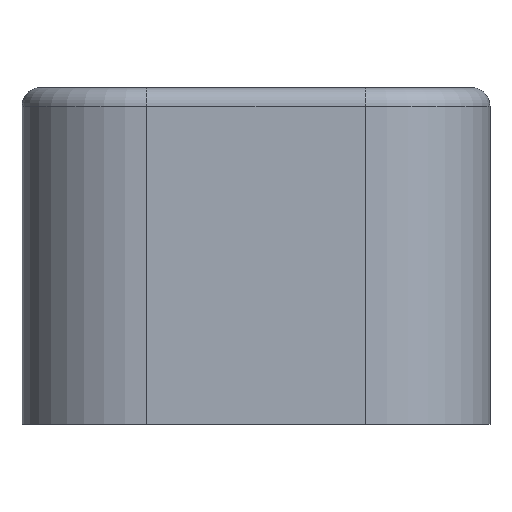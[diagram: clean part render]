
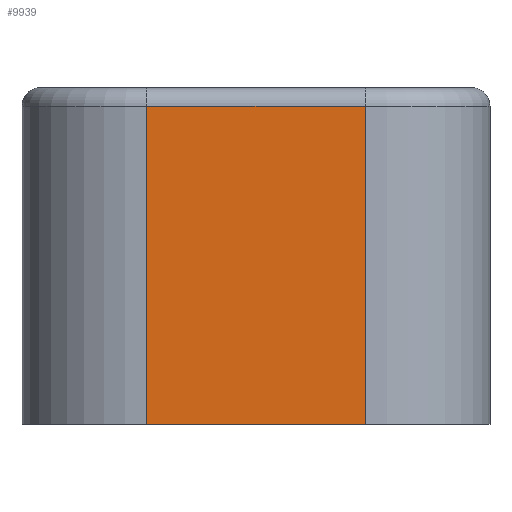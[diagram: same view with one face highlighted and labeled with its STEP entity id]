
A CAD part, front view. The second image highlights one B-rep face of the part: STEP entity #9939.
In plain terms, the highlighted planar face has unit normal (0, -1, 0).
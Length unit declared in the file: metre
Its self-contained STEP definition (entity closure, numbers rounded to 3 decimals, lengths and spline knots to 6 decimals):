
#267=PLANE('',#10903);
#1352=LINE('',#16687,#2300);
#1353=LINE('',#16693,#2301);
#1354=LINE('',#16696,#2302);
#1355=LINE('',#16697,#2303);
#2300=VECTOR('',#13666,1.);
#2301=VECTOR('',#13673,1.);
#2302=VECTOR('',#13674,1.);
#2303=VECTOR('',#13675,1.);
#4192=ORIENTED_EDGE('',*,*,#6691,.F.);
#4193=ORIENTED_EDGE('',*,*,#6692,.T.);
#4194=ORIENTED_EDGE('',*,*,#6688,.T.);
#4195=ORIENTED_EDGE('',*,*,#6693,.T.);
#6688=EDGE_CURVE('',#7778,#7779,#1352,.T.);
#6691=EDGE_CURVE('',#7780,#7781,#1353,.T.);
#6692=EDGE_CURVE('',#7780,#7778,#1354,.F.);
#6693=EDGE_CURVE('',#7779,#7781,#1355,.T.);
#7778=VERTEX_POINT('',#16688);
#7779=VERTEX_POINT('',#16689);
#7780=VERTEX_POINT('',#16694);
#7781=VERTEX_POINT('',#16695);
#8779=EDGE_LOOP('',(#4192,#4193,#4194,#4195));
#9355=FACE_BOUND('',#8779,.T.);
#9939=ADVANCED_FACE('',(#9355),#267,.F.);
#10903=AXIS2_PLACEMENT_3D('',#16692,#13671,#13672);
#13666=DIRECTION('',(0.,0.,-1.));
#13671=DIRECTION('',(0.,1.,0.));
#13672=DIRECTION('',(0.,0.,1.));
#13673=DIRECTION('',(0.,0.,-1.));
#13674=DIRECTION('',(1.,0.,0.));
#13675=DIRECTION('',(1.,0.,0.));
#16687=CARTESIAN_POINT('',(0.02,-0.167,0.004));
#16688=CARTESIAN_POINT('',(0.02,-0.167,0.051));
#16689=CARTESIAN_POINT('',(0.02,-0.167,0.));
#16692=CARTESIAN_POINT('',(0.0375,-0.167,0.004));
#16693=CARTESIAN_POINT('',(0.055,-0.167,0.004));
#16694=CARTESIAN_POINT('',(0.055,-0.167,0.051));
#16695=CARTESIAN_POINT('',(0.055,-0.167,0.));
#16696=CARTESIAN_POINT('',(0.02,-0.167,0.051));
#16697=CARTESIAN_POINT('',(0.0375,-0.167,0.));
